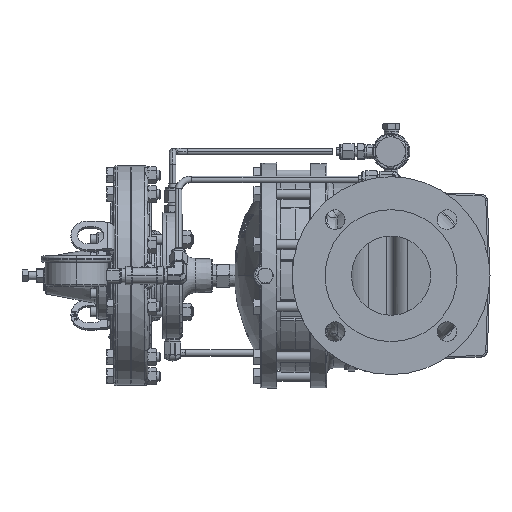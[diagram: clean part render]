
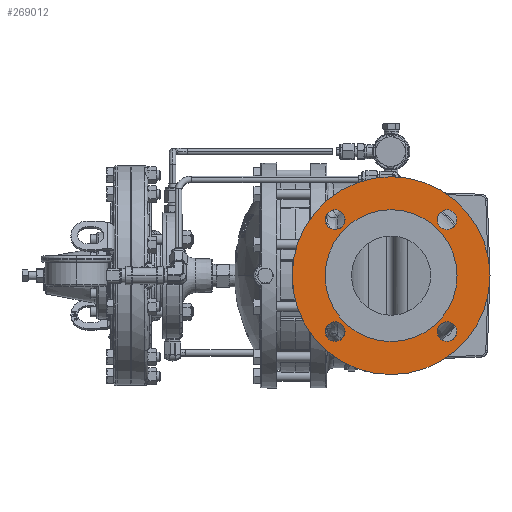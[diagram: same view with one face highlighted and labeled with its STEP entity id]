
A CAD part, left-side view. The second image highlights one B-rep face of the part: STEP entity #269012.
In plain terms, the highlighted planar face has unit normal (-1, 0, 0).
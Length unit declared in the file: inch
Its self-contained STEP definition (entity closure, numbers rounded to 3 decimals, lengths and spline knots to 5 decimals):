
#163 = DIRECTION ( 'NONE',  ( -1., 0., 0. ) ) ;
#2320 = VERTEX_POINT ( 'NONE', #139997 ) ;
#2951 = VERTEX_POINT ( 'NONE', #19091 ) ;
#6441 = EDGE_CURVE ( 'NONE', #87094, #106445, #290293, .T. ) ;
#6594 = DIRECTION ( 'NONE',  ( 1., 0., 0. ) ) ;
#7053 = ORIENTED_EDGE ( 'NONE', *, *, #96272, .T. ) ;
#16910 = ORIENTED_EDGE ( 'NONE', *, *, #251196, .T. ) ;
#18171 = EDGE_CURVE ( 'NONE', #2320, #105511, #280716, .T. ) ;
#19091 = CARTESIAN_POINT ( 'NONE',  ( -6.1095, 0., -2.5 ) ) ;
#20947 = CIRCLE ( 'NONE', #35165, 0.375 ) ;
#24514 = CARTESIAN_POINT ( 'NONE',  ( -6.1095, -2.12132, -2.12132 ) ) ;
#25901 = CARTESIAN_POINT ( 'NONE',  ( -6.1095, 0., 0. ) ) ;
#25912 = CIRCLE ( 'NONE', #201336, 0.375 ) ;
#26683 = EDGE_LOOP ( 'NONE', ( #131003, #52758 ) ) ;
#31119 = DIRECTION ( 'NONE',  ( -1., 0., 0. ) ) ;
#31842 = CARTESIAN_POINT ( 'NONE',  ( -6.1095, 0., -3.75 ) ) ;
#35165 = AXIS2_PLACEMENT_3D ( 'NONE', #67666, #178859, #204128 ) ;
#36952 = AXIS2_PLACEMENT_3D ( 'NONE', #154265, #130531, #41338 ) ;
#37197 = EDGE_LOOP ( 'NONE', ( #270941, #113283 ) ) ;
#41338 = DIRECTION ( 'NONE',  ( 0., 0., 1. ) ) ;
#44952 = DIRECTION ( 'NONE',  ( 0., 0., 1. ) ) ;
#50300 = CARTESIAN_POINT ( 'NONE',  ( -6.1095, 2.12132, 2.49632 ) ) ;
#50532 = DIRECTION ( 'NONE',  ( 1., 0., 0. ) ) ;
#50752 = EDGE_LOOP ( 'NONE', ( #237495, #292851 ) ) ;
#52758 = ORIENTED_EDGE ( 'NONE', *, *, #228920, .T. ) ;
#53346 = DIRECTION ( 'NONE',  ( 0., 0., 1. ) ) ;
#57808 = PLANE ( 'NONE',  #230940 ) ;
#59018 = AXIS2_PLACEMENT_3D ( 'NONE', #25901, #206986, #275429 ) ;
#59063 = AXIS2_PLACEMENT_3D ( 'NONE', #69983, #50532, #160524 ) ;
#62836 = ORIENTED_EDGE ( 'NONE', *, *, #279816, .F. ) ;
#67666 = CARTESIAN_POINT ( 'NONE',  ( -6.1095, -2.12132, -2.12132 ) ) ;
#67693 = DIRECTION ( 'NONE',  ( 1., 0., 0. ) ) ;
#69983 = CARTESIAN_POINT ( 'NONE',  ( -6.1095, 2.12132, 2.12132 ) ) ;
#75724 = FACE_BOUND ( 'NONE', #26683, .T. ) ;
#76775 = CARTESIAN_POINT ( 'NONE',  ( -6.1095, -2.12132, -2.49632 ) ) ;
#78581 = AXIS2_PLACEMENT_3D ( 'NONE', #292829, #163, #108737 ) ;
#78658 = FACE_BOUND ( 'NONE', #116197, .T. ) ;
#79833 = EDGE_LOOP ( 'NONE', ( #286282, #130451 ) ) ;
#87094 = VERTEX_POINT ( 'NONE', #236588 ) ;
#87859 = CIRCLE ( 'NONE', #78581, 2.5 ) ;
#91494 = VERTEX_POINT ( 'NONE', #211463 ) ;
#96272 = EDGE_CURVE ( 'NONE', #106197, #274143, #164943, .T. ) ;
#97237 = DIRECTION ( 'NONE',  ( 0., 0., 1. ) ) ;
#102328 = FACE_BOUND ( 'NONE', #79833, .T. ) ;
#105511 = VERTEX_POINT ( 'NONE', #50300 ) ;
#105866 = VERTEX_POINT ( 'NONE', #76775 ) ;
#106197 = VERTEX_POINT ( 'NONE', #274687 ) ;
#106445 = VERTEX_POINT ( 'NONE', #180678 ) ;
#108737 = DIRECTION ( 'NONE',  ( 0., 0., 1. ) ) ;
#113283 = ORIENTED_EDGE ( 'NONE', *, *, #6441, .T. ) ;
#113552 = EDGE_CURVE ( 'NONE', #106445, #87094, #262496, .T. ) ;
#116197 = EDGE_LOOP ( 'NONE', ( #62836, #141994 ) ) ;
#117107 = VERTEX_POINT ( 'NONE', #140145 ) ;
#120716 = CIRCLE ( 'NONE', #59018, 3.75 ) ;
#120773 = CIRCLE ( 'NONE', #59063, 0.375 ) ;
#128310 = CIRCLE ( 'NONE', #232490, 2.5 ) ;
#128430 = AXIS2_PLACEMENT_3D ( 'NONE', #209974, #6594, #97237 ) ;
#130451 = ORIENTED_EDGE ( 'NONE', *, *, #18171, .T. ) ;
#130531 = DIRECTION ( 'NONE',  ( -1., 0., 0. ) ) ;
#131003 = ORIENTED_EDGE ( 'NONE', *, *, #270704, .T. ) ;
#131185 = CARTESIAN_POINT ( 'NONE',  ( -6.1095, -2.12132, 2.12132 ) ) ;
#132194 = DIRECTION ( 'NONE',  ( -1., 0., 0. ) ) ;
#134379 = AXIS2_PLACEMENT_3D ( 'NONE', #263536, #220309, #196524 ) ;
#135232 = EDGE_CURVE ( 'NONE', #105511, #2320, #120773, .T. ) ;
#135558 = DIRECTION ( 'NONE',  ( 1., 0., 0. ) ) ;
#135927 = EDGE_CURVE ( 'NONE', #2951, #151071, #87859, .T. ) ;
#139997 = CARTESIAN_POINT ( 'NONE',  ( -6.1095, 2.12132, 1.74632 ) ) ;
#140145 = CARTESIAN_POINT ( 'NONE',  ( -6.1095, -2.12132, 1.74632 ) ) ;
#141510 = DIRECTION ( 'NONE',  ( 0., 0., 1. ) ) ;
#141994 = ORIENTED_EDGE ( 'NONE', *, *, #135927, .F. ) ;
#151071 = VERTEX_POINT ( 'NONE', #239982 ) ;
#152676 = AXIS2_PLACEMENT_3D ( 'NONE', #185969, #251408, #141510 ) ;
#154265 = CARTESIAN_POINT ( 'NONE',  ( -6.1095, 0., 0. ) ) ;
#160524 = DIRECTION ( 'NONE',  ( 0., 0., 1. ) ) ;
#161442 = CIRCLE ( 'NONE', #128430, 0.375 ) ;
#164738 = FACE_OUTER_BOUND ( 'NONE', #260327, .T. ) ;
#164943 = CIRCLE ( 'NONE', #36952, 3.75 ) ;
#166212 = FACE_BOUND ( 'NONE', #50752, .T. ) ;
#171266 = CARTESIAN_POINT ( 'NONE',  ( -6.1095, 2.12132, -2.12132 ) ) ;
#174263 = VERTEX_POINT ( 'NONE', #282625 ) ;
#176666 = CARTESIAN_POINT ( 'NONE',  ( -6.1095, 0., 0. ) ) ;
#178859 = DIRECTION ( 'NONE',  ( 1., 0., 0. ) ) ;
#180678 = CARTESIAN_POINT ( 'NONE',  ( -6.1095, 2.12132, -1.74632 ) ) ;
#185600 = EDGE_CURVE ( 'NONE', #174263, #105866, #25912, .T. ) ;
#185969 = CARTESIAN_POINT ( 'NONE',  ( -6.1095, 2.12132, 2.12132 ) ) ;
#196524 = DIRECTION ( 'NONE',  ( 0., 0., 1. ) ) ;
#201336 = AXIS2_PLACEMENT_3D ( 'NONE', #24514, #67693, #276953 ) ;
#204128 = DIRECTION ( 'NONE',  ( 0., 0., 1. ) ) ;
#206986 = DIRECTION ( 'NONE',  ( -1., 0., 0. ) ) ;
#209974 = CARTESIAN_POINT ( 'NONE',  ( -6.1095, -2.12132, 2.12132 ) ) ;
#211463 = CARTESIAN_POINT ( 'NONE',  ( -6.1095, -2.12132, 2.49632 ) ) ;
#212453 = CIRCLE ( 'NONE', #264783, 0.375 ) ;
#217221 = DIRECTION ( 'NONE',  ( 0., 0., 1. ) ) ;
#220309 = DIRECTION ( 'NONE',  ( 1., 0., 0. ) ) ;
#228920 = EDGE_CURVE ( 'NONE', #117107, #91494, #161442, .T. ) ;
#230940 = AXIS2_PLACEMENT_3D ( 'NONE', #234477, #31119, #53346 ) ;
#232490 = AXIS2_PLACEMENT_3D ( 'NONE', #176666, #132194, #267407 ) ;
#234477 = CARTESIAN_POINT ( 'NONE',  ( -6.1095, 2.5, 0. ) ) ;
#236588 = CARTESIAN_POINT ( 'NONE',  ( -6.1095, 2.12132, -2.49632 ) ) ;
#237495 = ORIENTED_EDGE ( 'NONE', *, *, #185600, .T. ) ;
#239547 = DIRECTION ( 'NONE',  ( 1., 0., 0. ) ) ;
#239982 = CARTESIAN_POINT ( 'NONE',  ( -6.1095, 0., 2.5 ) ) ;
#242776 = AXIS2_PLACEMENT_3D ( 'NONE', #171266, #239547, #217221 ) ;
#251196 = EDGE_CURVE ( 'NONE', #274143, #106197, #120716, .T. ) ;
#251408 = DIRECTION ( 'NONE',  ( 1., 0., 0. ) ) ;
#260327 = EDGE_LOOP ( 'NONE', ( #7053, #16910 ) ) ;
#262496 = CIRCLE ( 'NONE', #134379, 0.375 ) ;
#263536 = CARTESIAN_POINT ( 'NONE',  ( -6.1095, 2.12132, -2.12132 ) ) ;
#264783 = AXIS2_PLACEMENT_3D ( 'NONE', #131185, #135558, #44952 ) ;
#267407 = DIRECTION ( 'NONE',  ( 0., 0., 1. ) ) ;
#269012 = ADVANCED_FACE ( 'NONE', ( #102328, #75724, #166212, #282059, #78658, #164738 ), #57808, .T. ) ;
#270704 = EDGE_CURVE ( 'NONE', #91494, #117107, #212453, .T. ) ;
#270941 = ORIENTED_EDGE ( 'NONE', *, *, #113552, .T. ) ;
#274143 = VERTEX_POINT ( 'NONE', #31842 ) ;
#274687 = CARTESIAN_POINT ( 'NONE',  ( -6.1095, 0., 3.75 ) ) ;
#275429 = DIRECTION ( 'NONE',  ( 0., 0., 1. ) ) ;
#276953 = DIRECTION ( 'NONE',  ( 0., 0., 1. ) ) ;
#279816 = EDGE_CURVE ( 'NONE', #151071, #2951, #128310, .T. ) ;
#280716 = CIRCLE ( 'NONE', #152676, 0.375 ) ;
#282059 = FACE_BOUND ( 'NONE', #37197, .T. ) ;
#282373 = EDGE_CURVE ( 'NONE', #105866, #174263, #20947, .T. ) ;
#282625 = CARTESIAN_POINT ( 'NONE',  ( -6.1095, -2.12132, -1.74632 ) ) ;
#286282 = ORIENTED_EDGE ( 'NONE', *, *, #135232, .T. ) ;
#290293 = CIRCLE ( 'NONE', #242776, 0.375 ) ;
#292829 = CARTESIAN_POINT ( 'NONE',  ( -6.1095, 0., 0. ) ) ;
#292851 = ORIENTED_EDGE ( 'NONE', *, *, #282373, .T. ) ;
